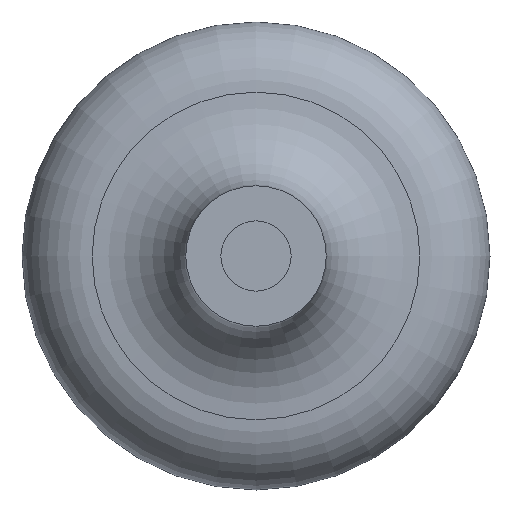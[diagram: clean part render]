
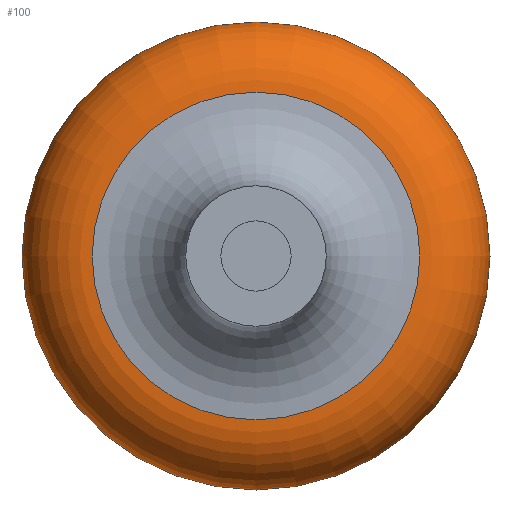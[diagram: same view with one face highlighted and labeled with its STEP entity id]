
A CAD part, front view. The second image highlights one B-rep face of the part: STEP entity #100.
In plain terms, the highlighted toroidal (fillet/blend) face has major radius 11.113 mm and minor radius 4.763 mm.
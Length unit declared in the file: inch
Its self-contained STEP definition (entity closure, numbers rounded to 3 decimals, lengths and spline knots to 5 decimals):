
#19=TOROIDAL_SURFACE('',#130,0.4375,0.1875);
#23=FACE_OUTER_BOUND('',#29,.T.);
#29=EDGE_LOOP('',(#73,#74,#75,#76,#77,#78));
#36=CIRCLE('',#128,0.4375);
#37=CIRCLE('',#129,0.4375);
#38=CIRCLE('',#131,0.4375);
#39=CIRCLE('',#132,0.4375);
#40=CIRCLE('',#133,0.1875);
#48=VERTEX_POINT('',#188);
#49=VERTEX_POINT('',#189);
#50=VERTEX_POINT('',#193);
#51=VERTEX_POINT('',#194);
#58=EDGE_CURVE('',#48,#49,#36,.T.);
#59=EDGE_CURVE('',#49,#48,#37,.T.);
#60=EDGE_CURVE('',#50,#51,#38,.T.);
#61=EDGE_CURVE('',#51,#50,#39,.T.);
#62=EDGE_CURVE('',#51,#49,#40,.T.);
#73=ORIENTED_EDGE('',*,*,#60,.F.);
#74=ORIENTED_EDGE('',*,*,#61,.F.);
#75=ORIENTED_EDGE('',*,*,#62,.T.);
#76=ORIENTED_EDGE('',*,*,#59,.T.);
#77=ORIENTED_EDGE('',*,*,#58,.T.);
#78=ORIENTED_EDGE('',*,*,#62,.F.);
#100=ADVANCED_FACE('',(#23),#19,.T.);
#128=AXIS2_PLACEMENT_3D('',#190,#152,#153);
#129=AXIS2_PLACEMENT_3D('',#191,#154,#155);
#130=AXIS2_PLACEMENT_3D('',#192,#156,#157);
#131=AXIS2_PLACEMENT_3D('',#195,#158,#159);
#132=AXIS2_PLACEMENT_3D('',#196,#160,#161);
#133=AXIS2_PLACEMENT_3D('',#197,#162,#163);
#152=DIRECTION('center_axis',(0.,-1.,0.));
#153=DIRECTION('ref_axis',(0.,0.,-1.));
#154=DIRECTION('center_axis',(0.,-1.,0.));
#155=DIRECTION('ref_axis',(0.,0.,-1.));
#156=DIRECTION('center_axis',(0.,-1.,0.));
#157=DIRECTION('ref_axis',(0.,0.,-1.));
#158=DIRECTION('center_axis',(0.,-1.,0.));
#159=DIRECTION('ref_axis',(0.,0.,-1.));
#160=DIRECTION('center_axis',(0.,-1.,0.));
#161=DIRECTION('ref_axis',(0.,0.,-1.));
#162=DIRECTION('center_axis',(-1.,0.,0.));
#163=DIRECTION('ref_axis',(0.,0.,1.));
#188=CARTESIAN_POINT('',(0.,0.875,-0.4375));
#189=CARTESIAN_POINT('',(0.,0.875,0.4375));
#190=CARTESIAN_POINT('Origin',(0.,0.875,0.));
#191=CARTESIAN_POINT('Origin',(0.,0.875,0.));
#192=CARTESIAN_POINT('Origin',(0.,0.6875,0.));
#193=CARTESIAN_POINT('',(0.,0.5,-0.4375));
#194=CARTESIAN_POINT('',(0.,0.5,0.4375));
#195=CARTESIAN_POINT('Origin',(0.,0.5,0.));
#196=CARTESIAN_POINT('Origin',(0.,0.5,0.));
#197=CARTESIAN_POINT('Origin',(0.,0.6875,0.4375));
